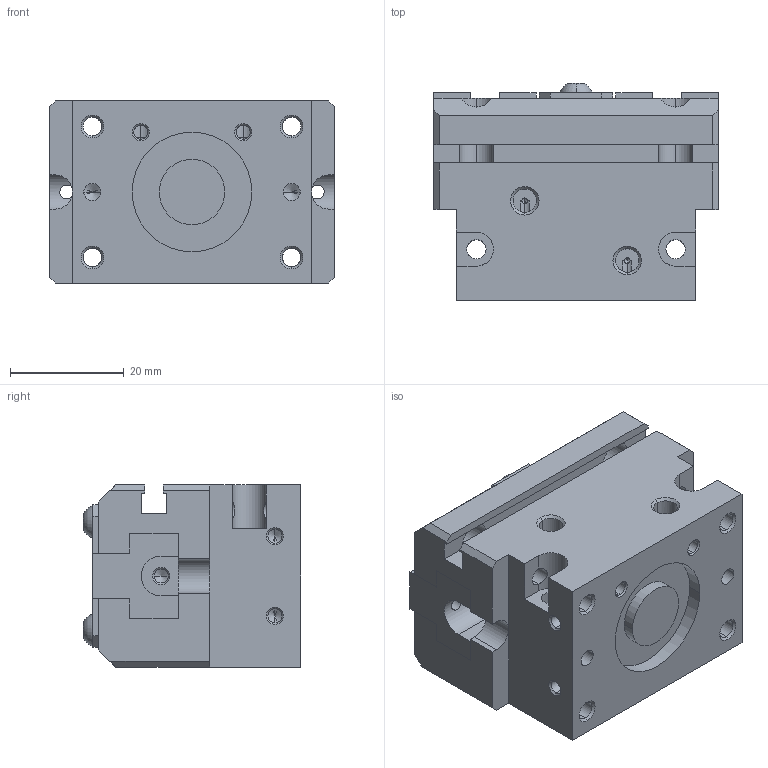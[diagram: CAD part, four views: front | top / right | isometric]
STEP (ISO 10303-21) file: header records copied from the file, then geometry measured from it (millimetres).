
FILE_DESCRIPTION( ( '' ), '1' );
FILE_NAME( 'dts205s_dt205aas_0_2_14a.stp', '2010-10-25T12:12:47', ( '' ), ( '' ), ' ', ' ', ' ' );
FILE_SCHEMA( ( 'automotive_design' ) );
Length unit declared in the file: millimetre
Products named in the file (3): 1; 2; 3
Bounding box: 50 x 38.15 x 32 mm (x, y, z)
Volume: 45720.9 mm3; surface area: 18577.5 mm2
Topology: 3 solids, 3 shells, 304 faces, 808 edges, 492 vertices
Faces by surface type: plane 138, cylinder 90, cone 72, torus 4
Entity records: 18700 total; most frequent: CARTESIAN_POINT 2299, DIRECTION 1594, STYLED_ITEM 1575, PRESENTATION_STYLE_ASSIGNMENT 1575, COLOUR_RGB 1575, ORIENTED_EDGE 1552, EDGE_CURVE 776, CURVE_STYLE 776
